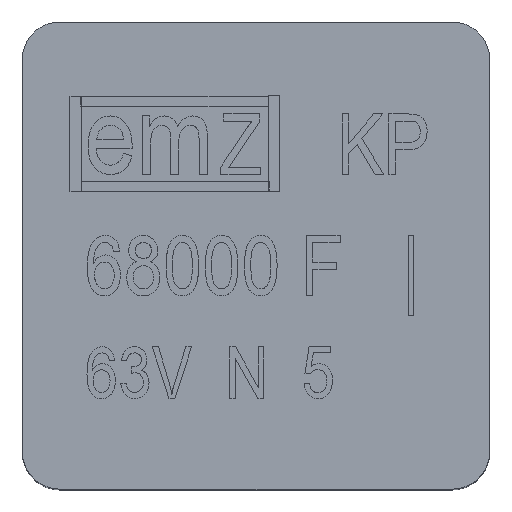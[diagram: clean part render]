
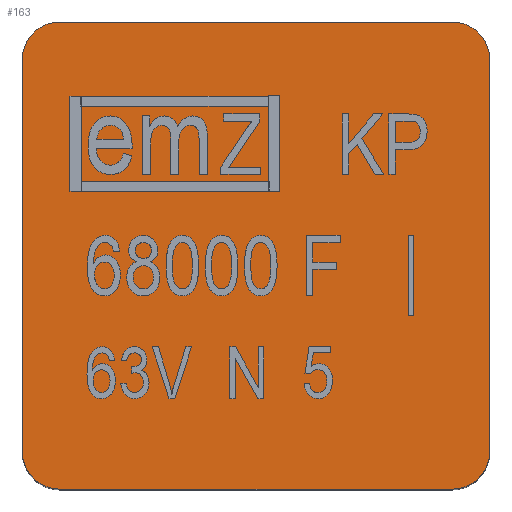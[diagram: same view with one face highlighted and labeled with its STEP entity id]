
A CAD part, top view. The second image highlights one B-rep face of the part: STEP entity #163.
In plain terms, the highlighted planar face has unit normal (0, 0, 1).
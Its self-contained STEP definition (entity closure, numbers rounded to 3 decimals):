
#127 = EDGE_CURVE('',#128,#130,#132,.T.);
#128 = VERTEX_POINT('',#129);
#129 = CARTESIAN_POINT('',(-8.79,-2.71,13.));
#130 = VERTEX_POINT('',#131);
#131 = CARTESIAN_POINT('',(-8.79,7.79,13.));
#132 = LINE('',#133,#134);
#133 = CARTESIAN_POINT('',(-8.79,-3.71,13.));
#134 = VECTOR('',#135,1.);
#135 = DIRECTION('',(0.,1.,0.));
#163 = ADVANCED_FACE('',(#164),#225,.T.);
#164 = FACE_BOUND('',#165,.T.);
#165 = EDGE_LOOP('',(#166,#167,#176,#184,#193,#201,#210,#218));
#166 = ORIENTED_EDGE('',*,*,#127,.F.);
#167 = ORIENTED_EDGE('',*,*,#168,.T.);
#168 = EDGE_CURVE('',#128,#169,#171,.T.);
#169 = VERTEX_POINT('',#170);
#170 = CARTESIAN_POINT('',(-7.79,-3.71,13.));
#171 = CIRCLE('',#172,1.);
#172 = AXIS2_PLACEMENT_3D('',#173,#174,#175);
#173 = CARTESIAN_POINT('',(-7.79,-2.71,13.));
#174 = DIRECTION('',(-0.,0.,1.));
#175 = DIRECTION('',(0.,-1.,0.));
#176 = ORIENTED_EDGE('',*,*,#177,.T.);
#177 = EDGE_CURVE('',#169,#178,#180,.T.);
#178 = VERTEX_POINT('',#179);
#179 = CARTESIAN_POINT('',(2.71,-3.71,13.));
#180 = LINE('',#181,#182);
#181 = CARTESIAN_POINT('',(-8.79,-3.71,13.));
#182 = VECTOR('',#183,1.);
#183 = DIRECTION('',(1.,0.,0.));
#184 = ORIENTED_EDGE('',*,*,#185,.F.);
#185 = EDGE_CURVE('',#186,#178,#188,.T.);
#186 = VERTEX_POINT('',#187);
#187 = CARTESIAN_POINT('',(3.71,-2.71,13.));
#188 = CIRCLE('',#189,1.);
#189 = AXIS2_PLACEMENT_3D('',#190,#191,#192);
#190 = CARTESIAN_POINT('',(2.71,-2.71,13.));
#191 = DIRECTION('',(-0.,-0.,-1.));
#192 = DIRECTION('',(0.,-1.,0.));
#193 = ORIENTED_EDGE('',*,*,#194,.T.);
#194 = EDGE_CURVE('',#186,#195,#197,.T.);
#195 = VERTEX_POINT('',#196);
#196 = CARTESIAN_POINT('',(3.71,7.79,13.));
#197 = LINE('',#198,#199);
#198 = CARTESIAN_POINT('',(3.71,-3.71,13.));
#199 = VECTOR('',#200,1.);
#200 = DIRECTION('',(0.,1.,0.));
#201 = ORIENTED_EDGE('',*,*,#202,.T.);
#202 = EDGE_CURVE('',#195,#203,#205,.T.);
#203 = VERTEX_POINT('',#204);
#204 = CARTESIAN_POINT('',(2.71,8.79,13.));
#205 = CIRCLE('',#206,1.);
#206 = AXIS2_PLACEMENT_3D('',#207,#208,#209);
#207 = CARTESIAN_POINT('',(2.71,7.79,13.));
#208 = DIRECTION('',(-0.,0.,1.));
#209 = DIRECTION('',(0.,-1.,0.));
#210 = ORIENTED_EDGE('',*,*,#211,.F.);
#211 = EDGE_CURVE('',#212,#203,#214,.T.);
#212 = VERTEX_POINT('',#213);
#213 = CARTESIAN_POINT('',(-7.79,8.79,13.));
#214 = LINE('',#215,#216);
#215 = CARTESIAN_POINT('',(-8.79,8.79,13.));
#216 = VECTOR('',#217,1.);
#217 = DIRECTION('',(1.,0.,0.));
#218 = ORIENTED_EDGE('',*,*,#219,.F.);
#219 = EDGE_CURVE('',#130,#212,#220,.T.);
#220 = CIRCLE('',#221,1.);
#221 = AXIS2_PLACEMENT_3D('',#222,#223,#224);
#222 = CARTESIAN_POINT('',(-7.79,7.79,13.));
#223 = DIRECTION('',(-0.,-0.,-1.));
#224 = DIRECTION('',(0.,-1.,0.));
#225 = PLANE('',#226);
#226 = AXIS2_PLACEMENT_3D('',#227,#228,#229);
#227 = CARTESIAN_POINT('',(-8.79,-3.71,13.));
#228 = DIRECTION('',(0.,0.,1.));
#229 = DIRECTION('',(1.,0.,0.));
